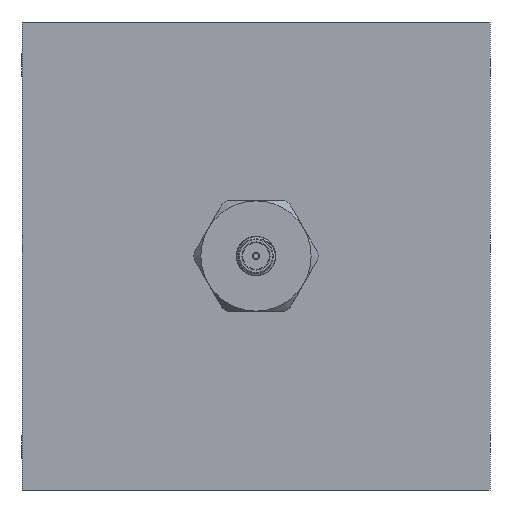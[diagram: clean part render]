
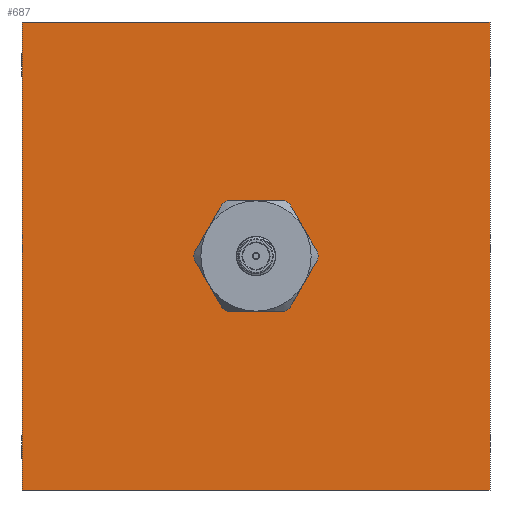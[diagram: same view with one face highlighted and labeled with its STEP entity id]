
A CAD part, left-side view. The second image highlights one B-rep face of the part: STEP entity #687.
In plain terms, the highlighted planar face has unit normal (-1, 0, 0).
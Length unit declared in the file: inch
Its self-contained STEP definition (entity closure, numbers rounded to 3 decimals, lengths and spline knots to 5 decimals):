
#4 = VERTEX_POINT ( 'NONE', #6177 ) ;
#248 = DIRECTION ( 'NONE',  ( 0., 0., -1. ) ) ;
#383 = ORIENTED_EDGE ( 'NONE', *, *, #5322, .F. ) ;
#687 = ADVANCED_FACE ( 'NONE', ( #3723, #4586 ), #6101, .F. ) ;
#748 = EDGE_CURVE ( 'NONE', #3169, #3169, #3066, .T. ) ;
#841 = EDGE_CURVE ( 'NONE', #1063, #3206, #2877, .T. ) ;
#954 = ORIENTED_EDGE ( 'NONE', *, *, #841, .T. ) ;
#957 = VECTOR ( 'NONE', #6160, 39.37008 ) ;
#1045 = DIRECTION ( 'NONE',  ( 0., -1., 0. ) ) ;
#1063 = VERTEX_POINT ( 'NONE', #5010 ) ;
#1371 = CARTESIAN_POINT ( 'NONE',  ( -1.61, 1.5, 1.5 ) ) ;
#1377 = CARTESIAN_POINT ( 'NONE',  ( -1.61, -1.5, 1.5 ) ) ;
#1463 = AXIS2_PLACEMENT_3D ( 'NONE', #1724, #5525, #1788 ) ;
#1525 = CARTESIAN_POINT ( 'NONE',  ( -1.61, -1.5, -1.5 ) ) ;
#1724 = CARTESIAN_POINT ( 'NONE',  ( -1.61, -1.5, 1.5 ) ) ;
#1788 = DIRECTION ( 'NONE',  ( 0., 0., -1. ) ) ;
#1810 = LINE ( 'NONE', #4169, #2674 ) ;
#1819 = CARTESIAN_POINT ( 'NONE',  ( -1.61, 0., -0.14906 ) ) ;
#1844 = ORIENTED_EDGE ( 'NONE', *, *, #4512, .T. ) ;
#2120 = ORIENTED_EDGE ( 'NONE', *, *, #3958, .F. ) ;
#2163 = AXIS2_PLACEMENT_3D ( 'NONE', #4640, #2285, #248 ) ;
#2285 = DIRECTION ( 'NONE',  ( 1., 0., 0. ) ) ;
#2674 = VECTOR ( 'NONE', #5051, 39.37008 ) ;
#2877 = LINE ( 'NONE', #1371, #957 ) ;
#3066 = CIRCLE ( 'NONE', #2163, 0.14906 ) ;
#3169 = VERTEX_POINT ( 'NONE', #1819 ) ;
#3206 = VERTEX_POINT ( 'NONE', #5167 ) ;
#3232 = VECTOR ( 'NONE', #5121, 39.37008 ) ;
#3675 = LINE ( 'NONE', #1377, #3232 ) ;
#3723 = FACE_BOUND ( 'NONE', #5040, .T. ) ;
#3958 = EDGE_CURVE ( 'NONE', #1063, #4732, #3675, .T. ) ;
#4169 = CARTESIAN_POINT ( 'NONE',  ( -1.61, -1.5, 1.5 ) ) ;
#4511 = CARTESIAN_POINT ( 'NONE',  ( -1.61, -1.5, 1.5 ) ) ;
#4512 = EDGE_CURVE ( 'NONE', #3206, #4, #5298, .T. ) ;
#4586 = FACE_OUTER_BOUND ( 'NONE', #4639, .T. ) ;
#4633 = ORIENTED_EDGE ( 'NONE', *, *, #748, .T. ) ;
#4639 = EDGE_LOOP ( 'NONE', ( #1844, #383, #2120, #954 ) ) ;
#4640 = CARTESIAN_POINT ( 'NONE',  ( -1.61, 0., 0. ) ) ;
#4732 = VERTEX_POINT ( 'NONE', #4511 ) ;
#5010 = CARTESIAN_POINT ( 'NONE',  ( -1.61, 1.5, 1.5 ) ) ;
#5040 = EDGE_LOOP ( 'NONE', ( #4633 ) ) ;
#5051 = DIRECTION ( 'NONE',  ( 0., 0., -1. ) ) ;
#5121 = DIRECTION ( 'NONE',  ( 0., -1., 0. ) ) ;
#5167 = CARTESIAN_POINT ( 'NONE',  ( -1.61, 1.5, -1.5 ) ) ;
#5298 = LINE ( 'NONE', #1525, #5557 ) ;
#5322 = EDGE_CURVE ( 'NONE', #4732, #4, #1810, .T. ) ;
#5525 = DIRECTION ( 'NONE',  ( 1., 0., 0. ) ) ;
#5557 = VECTOR ( 'NONE', #1045, 39.37008 ) ;
#6101 = PLANE ( 'NONE',  #1463 ) ;
#6160 = DIRECTION ( 'NONE',  ( 0., 0., -1. ) ) ;
#6177 = CARTESIAN_POINT ( 'NONE',  ( -1.61, -1.5, -1.5 ) ) ;
